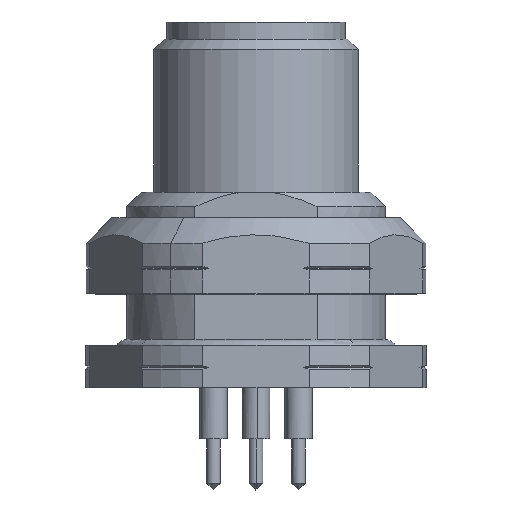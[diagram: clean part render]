
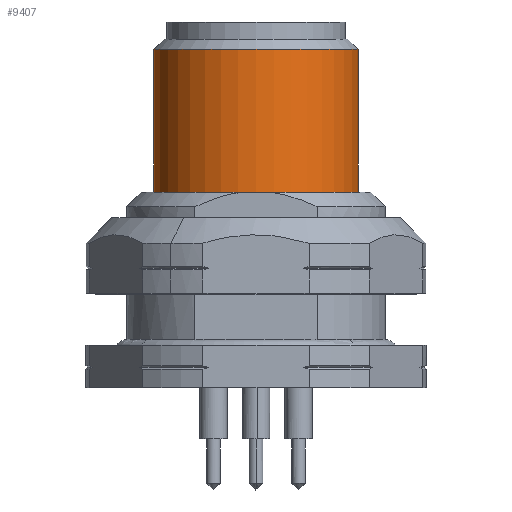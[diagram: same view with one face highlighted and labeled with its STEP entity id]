
A CAD part, left-side view. The second image highlights one B-rep face of the part: STEP entity #9407.
In plain terms, the highlighted cylindrical face has radius 6 mm (diameter 12 mm), a partial arc.
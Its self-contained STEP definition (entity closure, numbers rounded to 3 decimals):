
#9371=AXIS2_PLACEMENT_3D('Cylinder Axis2P3D',#9368,#9369,#9370) ;
#9384=AXIS2_PLACEMENT_3D('Circle Axis2P3D',#9382,#9383,$) ;
#9398=AXIS2_PLACEMENT_3D('Circle Axis2P3D',#9396,#9397,$) ;
#9368=CARTESIAN_POINT('Axis2P3D Location',(9.5,10.,22.)) ;
#9373=CARTESIAN_POINT('Line Origine',(9.5,4.,22.)) ;
#9377=CARTESIAN_POINT('Vertex',(9.5,4.,17.5)) ;
#9379=CARTESIAN_POINT('Vertex',(9.5,4.,25.9)) ;
#9382=CARTESIAN_POINT('Axis2P3D Location',(9.5,10.,25.9)) ;
#9386=CARTESIAN_POINT('Vertex',(9.5,16.,25.9)) ;
#9389=CARTESIAN_POINT('Line Origine',(9.5,16.,22.)) ;
#9393=CARTESIAN_POINT('Vertex',(9.5,16.,17.5)) ;
#9396=CARTESIAN_POINT('Axis2P3D Location',(9.5,10.,17.5)) ;
#9369=DIRECTION('Axis2P3D Direction',(0.,0.,1.)) ;
#9370=DIRECTION('Axis2P3D XDirection',(0.,1.,0.)) ;
#9374=DIRECTION('Vector Direction',(0.,0.,1.)) ;
#9383=DIRECTION('Axis2P3D Direction',(0.,0.,1.)) ;
#9390=DIRECTION('Vector Direction',(0.,0.,1.)) ;
#9397=DIRECTION('Axis2P3D Direction',(0.,0.,1.)) ;
#9375=VECTOR('Line Direction',#9374,1.) ;
#9391=VECTOR('Line Direction',#9390,1.) ;
#9402=ORIENTED_EDGE('',*,*,#9381,.T.) ;
#9403=ORIENTED_EDGE('',*,*,#9388,.F.) ;
#9404=ORIENTED_EDGE('',*,*,#9395,.T.) ;
#9405=ORIENTED_EDGE('',*,*,#9400,.T.) ;
#9407=ADVANCED_FACE('V1',(#9406),#9372,.T.) ;
#9385=CIRCLE('generated circle',#9384,6.) ;
#9399=CIRCLE('generated circle',#9398,6.) ;
#9372=CYLINDRICAL_SURFACE('generated cylinder',#9371,6.) ;
#9381=EDGE_CURVE('',#9378,#9380,#9376,.T.) ;
#9388=EDGE_CURVE('',#9387,#9380,#9385,.T.) ;
#9395=EDGE_CURVE('',#9387,#9394,#9392,.F.) ;
#9400=EDGE_CURVE('',#9394,#9378,#9399,.T.) ;
#9401=EDGE_LOOP('',(#9402,#9403,#9404,#9405)) ;
#9406=FACE_OUTER_BOUND('',#9401,.T.) ;
#9376=LINE('Line',#9373,#9375) ;
#9392=LINE('Line',#9389,#9391) ;
#9378=VERTEX_POINT('',#9377) ;
#9380=VERTEX_POINT('',#9379) ;
#9387=VERTEX_POINT('',#9386) ;
#9394=VERTEX_POINT('',#9393) ;
